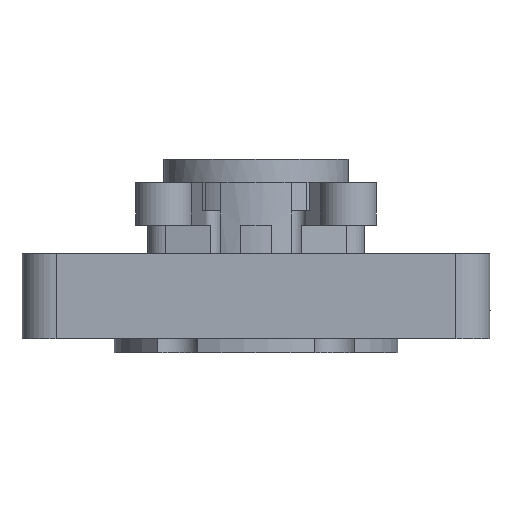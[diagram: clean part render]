
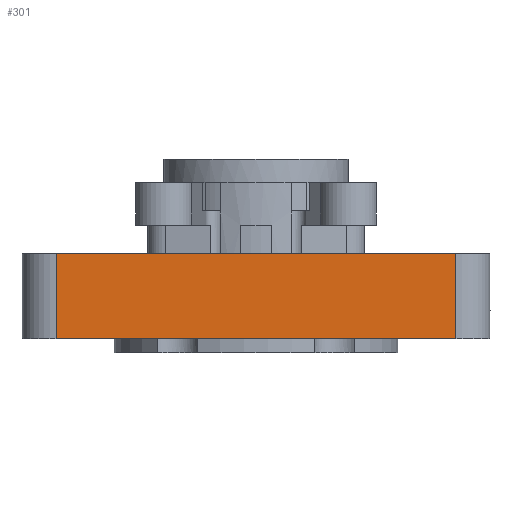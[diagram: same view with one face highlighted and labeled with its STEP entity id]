
A CAD part, front view. The second image highlights one B-rep face of the part: STEP entity #301.
In plain terms, the highlighted planar face has unit normal (0, -1, 0).
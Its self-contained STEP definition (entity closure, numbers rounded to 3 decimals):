
#301=ADVANCED_FACE('',(#620),#3006,.T.);
#620=FACE_OUTER_BOUND('',#949,.F.);
#949=EDGE_LOOP('',(#1398,#1399,#1400,#1401));
#1398=ORIENTED_EDGE('',*,*,#4131,.F.);
#1399=ORIENTED_EDGE('',*,*,#4371,.F.);
#1400=ORIENTED_EDGE('',*,*,#4134,.T.);
#1401=ORIENTED_EDGE('',*,*,#4370,.T.);
#3006=PLANE('',#6356);
#3261=LINE('',#9129,#3689);
#3264=LINE('',#9132,#3692);
#3350=LINE('',#9368,#3778);
#3351=LINE('',#9369,#3779);
#3689=VECTOR('',#6708,28.2);
#3692=VECTOR('',#6711,28.2);
#3778=VECTOR('',#7097,6.);
#3779=VECTOR('',#7098,6.);
#4131=EDGE_CURVE('',#5891,#5890,#3261,.T.);
#4134=EDGE_CURVE('',#5885,#5884,#3264,.T.);
#4370=EDGE_CURVE('',#5884,#5890,#3350,.T.);
#4371=EDGE_CURVE('',#5885,#5891,#3351,.T.);
#5884=VERTEX_POINT('',#9082);
#5885=VERTEX_POINT('',#9083);
#5890=VERTEX_POINT('',#9088);
#5891=VERTEX_POINT('',#9089);
#6356=AXIS2_PLACEMENT_3D('',#10018,#7932,#7933);
#6708=DIRECTION('',(-1.,0.,0.));
#6711=DIRECTION('',(-1.,0.,0.));
#7097=DIRECTION('',(0.,0.,1.));
#7098=DIRECTION('',(0.,0.,1.));
#7932=DIRECTION('',(0.,-1.,0.));
#7933=DIRECTION('',(-1.,0.,0.));
#9082=CARTESIAN_POINT('',(-14.1,-17.,0.));
#9083=CARTESIAN_POINT('',(14.1,-17.,0.));
#9088=CARTESIAN_POINT('',(-14.1,-17.,6.));
#9089=CARTESIAN_POINT('',(14.1,-17.,6.));
#9129=CARTESIAN_POINT('',(14.1,-17.,6.));
#9132=CARTESIAN_POINT('',(14.1,-17.,0.));
#9368=CARTESIAN_POINT('',(-14.1,-17.,0.));
#9369=CARTESIAN_POINT('',(14.1,-17.,0.));
#10018=CARTESIAN_POINT('',(16.83,-17.,6.33));
